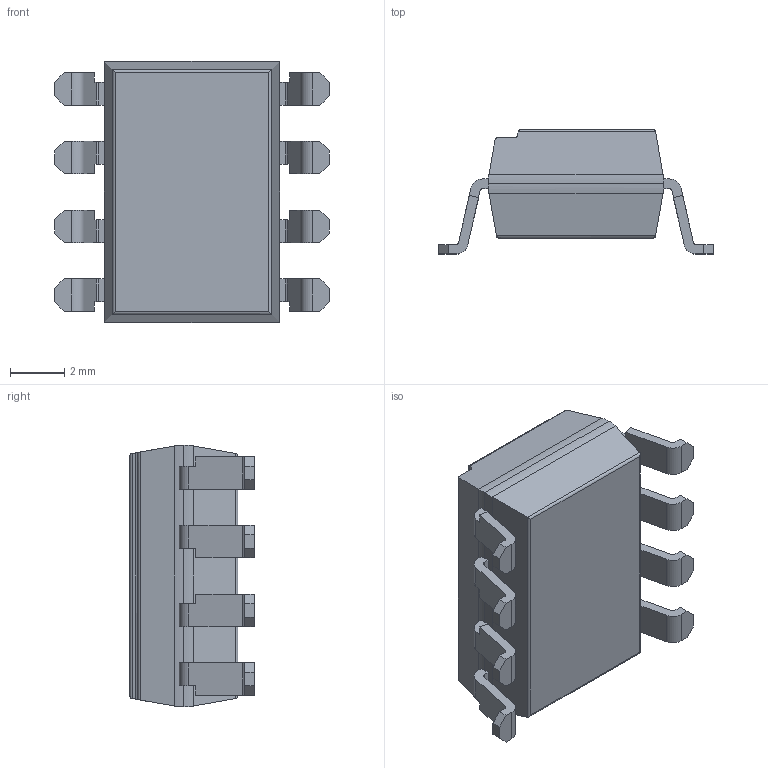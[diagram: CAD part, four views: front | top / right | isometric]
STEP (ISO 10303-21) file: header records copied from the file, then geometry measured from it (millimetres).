
FILE_DESCRIPTION (( 'STEP AP214' ), '1' );
FILE_NAME ('6N137S-TA1.STEP', '2024-06-13T16:33:03', ( '' ), ( '' ), 'SwSTEP 2.0', 'SolidWorks 2023', '' );
FILE_SCHEMA (( 'AUTOMOTIVE_DESIGN' ));
Length unit declared in the file: millimetre
Products named in the file (1): 6N137S-TA1
Bounding box: 10.16 x 4.6 x 9.68 mm (x, y, z)
Volume: 241.9 mm3; surface area: 320 mm2
Topology: 10 solids, 10 shells, 193 faces, 492 edges, 320 vertices
Faces by surface type: plane 123, cylinder 70
Entity records: 6341 total; most frequent: CARTESIAN_POINT 1090, ORIENTED_EDGE 984, DIRECTION 956, EDGE_CURVE 492, VECTOR 360, LINE 360, VERTEX_POINT 320, AXIS2_PLACEMENT_3D 298
